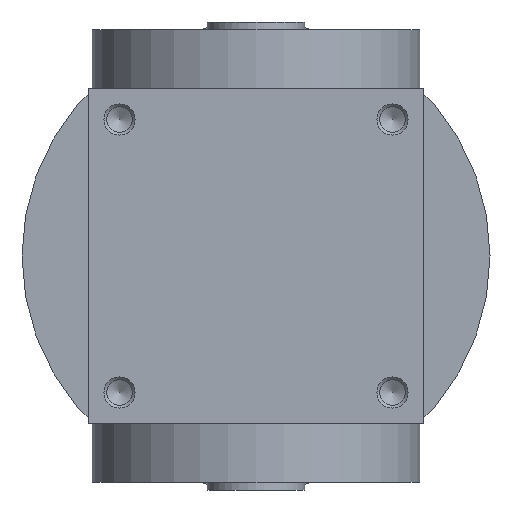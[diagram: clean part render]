
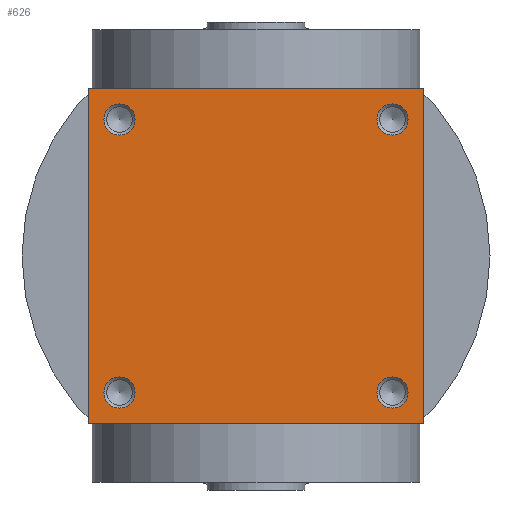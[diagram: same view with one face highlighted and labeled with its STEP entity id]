
A CAD part, left-side view. The second image highlights one B-rep face of the part: STEP entity #626.
In plain terms, the highlighted face is planar.
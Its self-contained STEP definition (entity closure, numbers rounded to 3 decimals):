
#626 = ADVANCED_FACE( '', ( #1444, #1445, #1446, #1447, #1448 ), #1449, .F. );
#1444 = FACE_BOUND( '', #2408, .T. );
#1445 = FACE_BOUND( '', #2409, .T. );
#1446 = FACE_BOUND( '', #2410, .T. );
#1447 = FACE_BOUND( '', #2411, .T. );
#1448 = FACE_OUTER_BOUND( '', #2412, .T. );
#1449 = PLANE( '', #2413 );
#2408 = EDGE_LOOP( '', ( #3980 ) );
#2409 = EDGE_LOOP( '', ( #3981 ) );
#2410 = EDGE_LOOP( '', ( #3982 ) );
#2411 = EDGE_LOOP( '', ( #3983 ) );
#2412 = EDGE_LOOP( '', ( #3984, #3985, #3986, #3987 ) );
#2413 = AXIS2_PLACEMENT_3D( '', #3988, #3989, #3990 );
#3980 = ORIENTED_EDGE( '', *, *, #4962, .F. );
#3981 = ORIENTED_EDGE( '', *, *, #4910, .T. );
#3982 = ORIENTED_EDGE( '', *, *, #4965, .F. );
#3983 = ORIENTED_EDGE( '', *, *, #5173, .T. );
#3984 = ORIENTED_EDGE( '', *, *, #5354, .F. );
#3985 = ORIENTED_EDGE( '', *, *, #5200, .F. );
#3986 = ORIENTED_EDGE( '', *, *, #4952, .F. );
#3987 = ORIENTED_EDGE( '', *, *, #5096, .F. );
#3988 = CARTESIAN_POINT( '', ( 0., 0., -43. ) );
#3989 = DIRECTION( '', ( 0., 0., 1. ) );
#3990 = DIRECTION( '', ( 1., 0., 0. ) );
#4910 = EDGE_CURVE( '', #5764, #5764, #5765, .T. );
#4952 = EDGE_CURVE( '', #5834, #5835, #5836, .T. );
#4962 = EDGE_CURVE( '', #5852, #5852, #5853, .T. );
#4965 = EDGE_CURVE( '', #5857, #5857, #5858, .T. );
#5096 = EDGE_CURVE( '', #6067, #5834, #6068, .T. );
#5173 = EDGE_CURVE( '', #6179, #6179, #6180, .T. );
#5200 = EDGE_CURVE( '', #5835, #6217, #6218, .T. );
#5354 = EDGE_CURVE( '', #6217, #6067, #6433, .T. );
#5764 = VERTEX_POINT( '', #6923 );
#5765 = CIRCLE( '', #6924, 4. );
#5834 = VERTEX_POINT( '', #7001 );
#5835 = VERTEX_POINT( '', #7002 );
#5836 = LINE( '', #7003, #7004 );
#5852 = VERTEX_POINT( '', #7027 );
#5853 = CIRCLE( '', #7028, 4. );
#5857 = VERTEX_POINT( '', #7032 );
#5858 = CIRCLE( '', #7033, 4. );
#6067 = VERTEX_POINT( '', #7291 );
#6068 = LINE( '', #7292, #7293 );
#6179 = VERTEX_POINT( '', #7432 );
#6180 = CIRCLE( '', #7433, 4. );
#6217 = VERTEX_POINT( '', #7471 );
#6218 = LINE( '', #7472, #7473 );
#6433 = LINE( '', #7739, #7740 );
#6923 = CARTESIAN_POINT( '', ( 39., 35., -43. ) );
#6924 = AXIS2_PLACEMENT_3D( '', #8204, #8205, #8206 );
#7001 = CARTESIAN_POINT( '', ( 43., -43., -43. ) );
#7002 = CARTESIAN_POINT( '', ( 43., 43., -43. ) );
#7003 = CARTESIAN_POINT( '', ( 43., -43., -43. ) );
#7004 = VECTOR( '', #8281, 1000. );
#7027 = CARTESIAN_POINT( '', ( -39., 35., -43. ) );
#7028 = AXIS2_PLACEMENT_3D( '', #8289, #8290, #8291 );
#7032 = CARTESIAN_POINT( '', ( -39., -35., -43. ) );
#7033 = AXIS2_PLACEMENT_3D( '', #8295, #8296, #8297 );
#7291 = CARTESIAN_POINT( '', ( -43., -43., -43. ) );
#7292 = CARTESIAN_POINT( '', ( -43., -43., -43. ) );
#7293 = VECTOR( '', #8485, 1000. );
#7432 = CARTESIAN_POINT( '', ( 39., -35., -43. ) );
#7433 = AXIS2_PLACEMENT_3D( '', #8592, #8593, #8594 );
#7471 = CARTESIAN_POINT( '', ( -43., 43., -43. ) );
#7472 = CARTESIAN_POINT( '', ( 43., 43., -43. ) );
#7473 = VECTOR( '', #8641, 1000. );
#7739 = CARTESIAN_POINT( '', ( -43., 43., -43. ) );
#7740 = VECTOR( '', #8828, 1000. );
#8204 = CARTESIAN_POINT( '', ( 35., 35., -43. ) );
#8205 = DIRECTION( '', ( 0., 0., 1. ) );
#8206 = DIRECTION( '', ( 1., 0., 0. ) );
#8281 = DIRECTION( '', ( 0., 1., 0. ) );
#8289 = CARTESIAN_POINT( '', ( -35., 35., -43. ) );
#8290 = DIRECTION( '', ( 0., 0., -1. ) );
#8291 = DIRECTION( '', ( -1., 0., 0. ) );
#8295 = CARTESIAN_POINT( '', ( -35., -35., -43. ) );
#8296 = DIRECTION( '', ( 0., 0., -1. ) );
#8297 = DIRECTION( '', ( -1., 0., 0. ) );
#8485 = DIRECTION( '', ( 1., 0., 0. ) );
#8592 = CARTESIAN_POINT( '', ( 35., -35., -43. ) );
#8593 = DIRECTION( '', ( 0., 0., 1. ) );
#8594 = DIRECTION( '', ( 1., 0., 0. ) );
#8641 = DIRECTION( '', ( -1., 0., 0. ) );
#8828 = DIRECTION( '', ( 0., -1., 0. ) );
